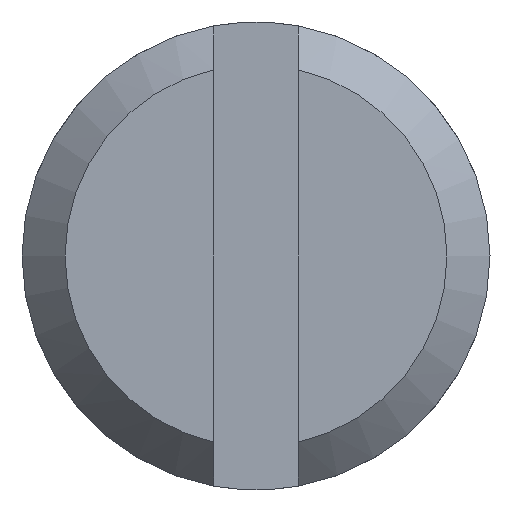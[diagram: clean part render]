
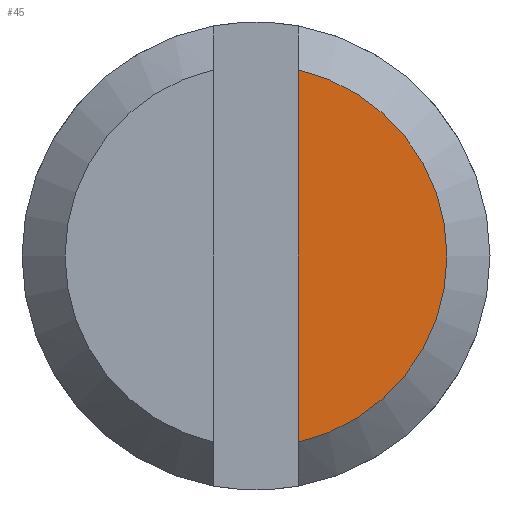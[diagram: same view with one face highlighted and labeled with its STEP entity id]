
A CAD part, left-side view. The second image highlights one B-rep face of the part: STEP entity #45.
In plain terms, the highlighted planar face has unit normal (-1, 0, 0).
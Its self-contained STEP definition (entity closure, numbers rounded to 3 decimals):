
#45 = ADVANCED_FACE( '', ( #93 ), #94, .F. );
#93 = FACE_OUTER_BOUND( '', #145, .T. );
#94 = PLANE( '', #146 );
#145 = EDGE_LOOP( '', ( #208, #209 ) );
#146 = AXIS2_PLACEMENT_3D( '', #210, #211, #212 );
#208 = ORIENTED_EDGE( '', *, *, #292, .F. );
#209 = ORIENTED_EDGE( '', *, *, #295, .F. );
#210 = CARTESIAN_POINT( '', ( 0., 0., 0. ) );
#211 = DIRECTION( '', ( 1., 0., 0. ) );
#212 = DIRECTION( '', ( 0., 1., 0. ) );
#292 = EDGE_CURVE( '', #340, #342, #343, .T. );
#295 = EDGE_CURVE( '', #342, #340, #346, .T. );
#340 = VERTEX_POINT( '', #401 );
#342 = VERTEX_POINT( '', #406 );
#343 = CIRCLE( '', #407, 4.08 );
#346 = LINE( '', #413, #414 );
#401 = CARTESIAN_POINT( '', ( 0., -0.9, 3.979 ) );
#406 = CARTESIAN_POINT( '', ( 0., -0.9, -3.979 ) );
#407 = AXIS2_PLACEMENT_3D( '', #462, #463, #464 );
#413 = CARTESIAN_POINT( '', ( 0., -0.9, -10.5 ) );
#414 = VECTOR( '', #465, 1000. );
#462 = CARTESIAN_POINT( '', ( 0., 0., 0. ) );
#463 = DIRECTION( '', ( 1., 0., 0. ) );
#464 = DIRECTION( '', ( 0., 1., 0. ) );
#465 = DIRECTION( '', ( 0., 0., 1. ) );
